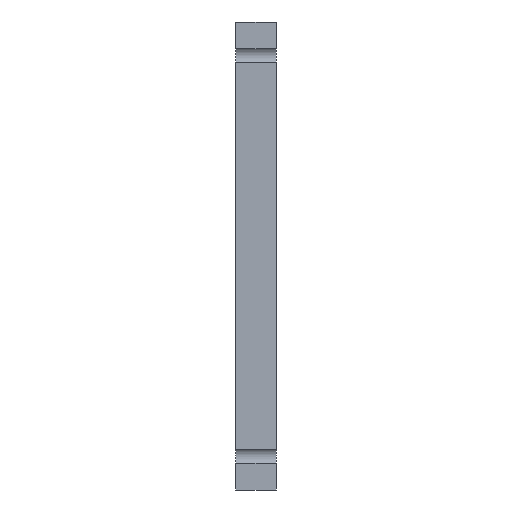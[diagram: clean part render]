
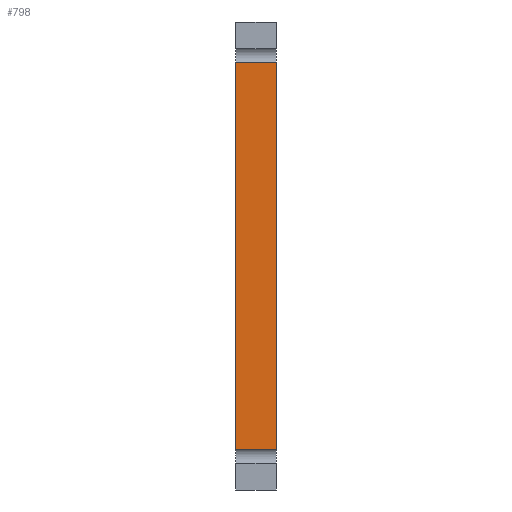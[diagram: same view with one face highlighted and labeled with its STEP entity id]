
A CAD part, left-side view. The second image highlights one B-rep face of the part: STEP entity #798.
In plain terms, the highlighted planar face has unit normal (-1, 0, 0).
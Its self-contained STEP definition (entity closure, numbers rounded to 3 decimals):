
#15 = AXIS2_PLACEMENT_3D ( 'NONE', #748, #118, #1403 ) ;
#23 = CARTESIAN_POINT ( 'NONE',  ( -25., 2.1, -10. ) ) ;
#38 = ORIENTED_EDGE ( 'NONE', *, *, #1045, .F. ) ;
#118 = DIRECTION ( 'NONE',  ( 1., 0., 0. ) ) ;
#160 = CARTESIAN_POINT ( 'NONE',  ( -25., 0., 0. ) ) ;
#195 = DIRECTION ( 'NONE',  ( 0., -1., 0. ) ) ;
#229 = CARTESIAN_POINT ( 'NONE',  ( -25., 0., -10. ) ) ;
#233 = CARTESIAN_POINT ( 'NONE',  ( -25., 2.1, -10. ) ) ;
#272 = ORIENTED_EDGE ( 'NONE', *, *, #468, .F. ) ;
#342 = EDGE_LOOP ( 'NONE', ( #818, #272, #38, #911 ) ) ;
#422 = VECTOR ( 'NONE', #1305, 1000. ) ;
#468 = EDGE_CURVE ( 'NONE', #824, #1177, #1385, .T. ) ;
#531 = CARTESIAN_POINT ( 'NONE',  ( -25., 0., 10. ) ) ;
#642 = DIRECTION ( 'NONE',  ( 0., 0., 1. ) ) ;
#646 = EDGE_CURVE ( 'NONE', #722, #1177, #953, .T. ) ;
#686 = LINE ( 'NONE', #1346, #1286 ) ;
#693 = DIRECTION ( 'NONE',  ( 0., 0., 1. ) ) ;
#722 = VERTEX_POINT ( 'NONE', #229 ) ;
#740 = VECTOR ( 'NONE', #642, 1000. ) ;
#748 = CARTESIAN_POINT ( 'NONE',  ( -25., 2.1, 0. ) ) ;
#759 = PLANE ( 'NONE',  #15 ) ;
#798 = ADVANCED_FACE ( 'NONE', ( #1287 ), #759, .F. ) ;
#815 = VERTEX_POINT ( 'NONE', #23 ) ;
#818 = ORIENTED_EDGE ( 'NONE', *, *, #646, .T. ) ;
#824 = VERTEX_POINT ( 'NONE', #1017 ) ;
#842 = CARTESIAN_POINT ( 'NONE',  ( -25., 2.1, 10. ) ) ;
#911 = ORIENTED_EDGE ( 'NONE', *, *, #1371, .T. ) ;
#946 = VECTOR ( 'NONE', #195, 1000. ) ;
#953 = LINE ( 'NONE', #160, #740 ) ;
#1017 = CARTESIAN_POINT ( 'NONE',  ( -25., 2.1, 10. ) ) ;
#1045 = EDGE_CURVE ( 'NONE', #815, #824, #686, .T. ) ;
#1074 = LINE ( 'NONE', #233, #422 ) ;
#1177 = VERTEX_POINT ( 'NONE', #531 ) ;
#1286 = VECTOR ( 'NONE', #693, 1000. ) ;
#1287 = FACE_OUTER_BOUND ( 'NONE', #342, .T. ) ;
#1305 = DIRECTION ( 'NONE',  ( 0., -1., 0. ) ) ;
#1346 = CARTESIAN_POINT ( 'NONE',  ( -25., 2.1, 0. ) ) ;
#1371 = EDGE_CURVE ( 'NONE', #815, #722, #1074, .T. ) ;
#1385 = LINE ( 'NONE', #842, #946 ) ;
#1403 = DIRECTION ( 'NONE',  ( 0., 0., -1. ) ) ;
